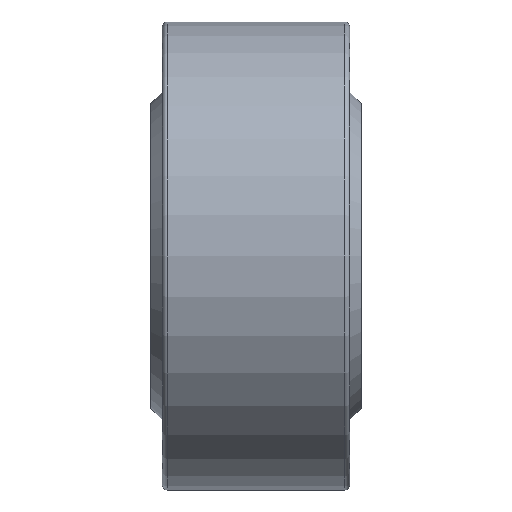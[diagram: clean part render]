
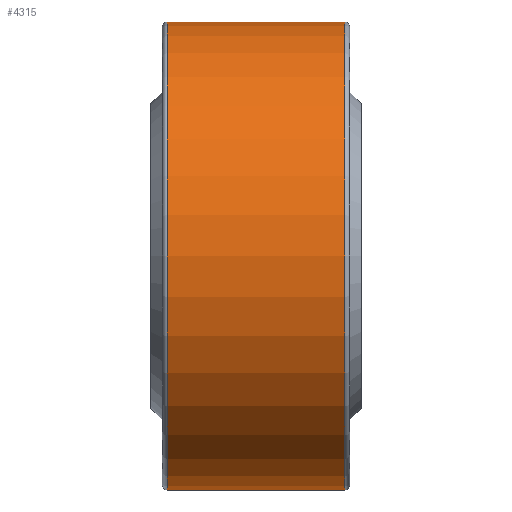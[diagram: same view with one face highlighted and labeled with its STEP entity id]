
A CAD part, front view. The second image highlights one B-rep face of the part: STEP entity #4315.
In plain terms, the highlighted cylindrical face has radius 100 mm (diameter 200 mm), a partial arc.
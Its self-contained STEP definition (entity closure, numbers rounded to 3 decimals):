
#22 = AXIS2_PLACEMENT_3D ( 'NONE', #3592, #1025, #257 ) ;
#34 = VERTEX_POINT ( 'NONE', #4541 ) ;
#188 = LINE ( 'NONE', #3620, #2104 ) ;
#216 = DIRECTION ( 'NONE',  ( -1., 0., 0. ) ) ;
#257 = DIRECTION ( 'NONE',  ( 0., 0., 1. ) ) ;
#262 = FACE_OUTER_BOUND ( 'NONE', #3669, .T. ) ;
#296 = CARTESIAN_POINT ( 'NONE',  ( -38., 0., 0. ) ) ;
#450 = VERTEX_POINT ( 'NONE', #1347 ) ;
#658 = EDGE_CURVE ( 'NONE', #912, #450, #2920, .T. ) ;
#905 = VECTOR ( 'NONE', #970, 1000. ) ;
#912 = VERTEX_POINT ( 'NONE', #5035 ) ;
#970 = DIRECTION ( 'NONE',  ( -1., 0., 0. ) ) ;
#1025 = DIRECTION ( 'NONE',  ( -1., 0., 0. ) ) ;
#1037 = ORIENTED_EDGE ( 'NONE', *, *, #3002, .T. ) ;
#1058 = CYLINDRICAL_SURFACE ( 'NONE', #2931, 100. ) ;
#1347 = CARTESIAN_POINT ( 'NONE',  ( -38., 0., -100. ) ) ;
#1781 = ORIENTED_EDGE ( 'NONE', *, *, #658, .T. ) ;
#1791 = LINE ( 'NONE', #3490, #905 ) ;
#2104 = VECTOR ( 'NONE', #216, 1000. ) ;
#2391 = DIRECTION ( 'NONE',  ( 0., 0., 1. ) ) ;
#2450 = CIRCLE ( 'NONE', #22, 100. ) ;
#2736 = CARTESIAN_POINT ( 'NONE',  ( 38., 0., -100. ) ) ;
#2743 = ORIENTED_EDGE ( 'NONE', *, *, #4557, .F. ) ;
#2757 = CARTESIAN_POINT ( 'NONE',  ( -69.595, 0., 0. ) ) ;
#2920 = CIRCLE ( 'NONE', #4519, 100. ) ;
#2931 = AXIS2_PLACEMENT_3D ( 'NONE', #2757, #4832, #2391 ) ;
#3002 = EDGE_CURVE ( 'NONE', #5106, #34, #2450, .T. ) ;
#3122 = ORIENTED_EDGE ( 'NONE', *, *, #3190, .T. ) ;
#3190 = EDGE_CURVE ( 'NONE', #34, #912, #188, .T. ) ;
#3490 = CARTESIAN_POINT ( 'NONE',  ( -69.595, 0., -100. ) ) ;
#3592 = CARTESIAN_POINT ( 'NONE',  ( 38., 0., 0. ) ) ;
#3620 = CARTESIAN_POINT ( 'NONE',  ( -69.595, 0., 100. ) ) ;
#3669 = EDGE_LOOP ( 'NONE', ( #2743, #1037, #3122, #1781 ) ) ;
#4315 = ADVANCED_FACE ( 'NONE', ( #262 ), #1058, .T. ) ;
#4519 = AXIS2_PLACEMENT_3D ( 'NONE', #296, #5063, #4646 ) ;
#4541 = CARTESIAN_POINT ( 'NONE',  ( 38., 0., 100. ) ) ;
#4557 = EDGE_CURVE ( 'NONE', #5106, #450, #1791, .T. ) ;
#4646 = DIRECTION ( 'NONE',  ( 0., 0., -1. ) ) ;
#4832 = DIRECTION ( 'NONE',  ( -1., 0., 0. ) ) ;
#5035 = CARTESIAN_POINT ( 'NONE',  ( -38., 0., 100. ) ) ;
#5063 = DIRECTION ( 'NONE',  ( 1., 0., 0. ) ) ;
#5106 = VERTEX_POINT ( 'NONE', #2736 ) ;
